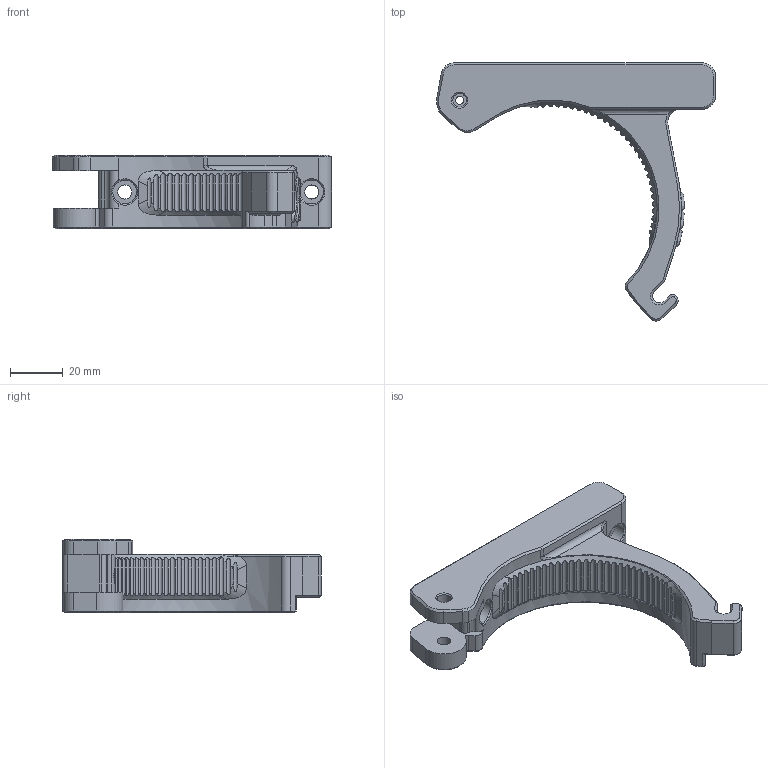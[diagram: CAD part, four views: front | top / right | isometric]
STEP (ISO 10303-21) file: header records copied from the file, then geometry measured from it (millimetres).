
FILE_DESCRIPTION(/* description */ (''),/* implementation_level */ '2;1');
FILE_NAME(/* name */ 'Lower.step',/* time_stamp */ '2025-11-18T16:43:46+01:00',/* author */ (''),/* organization */ (''),/* preprocessor_version */ 'ST-DEVELOPER v20.1',/* originating_system */ 'Autodesk Translation Framework v14.21.0.0',/* authorisation */ '');
FILE_SCHEMA (('AUTOMOTIVE_DESIGN { 1 0 10303 214 3 1 1 }'));
Length unit declared in the file: millimetre
Products named in the file (1): Lower
Bounding box: 105.58 x 97.68 x 28 mm (x, y, z)
Volume: 66956.7 mm3; surface area: 17063.3 mm2
Topology: 1 solids, 1 shells, 221 faces, 579 edges, 363 vertices
Faces by surface type: cylinder 102, plane 61, cone 39, bspline 19
Full cylindrical faces by diameter (mm): 3 x1, 5.2 x2, 5.3 x2, 9 x2
Entity records: 10539 total; most frequent: CARTESIAN_POINT 5256, ORIENTED_EDGE 1158, DIRECTION 1013, EDGE_CURVE 579, AXIS2_PLACEMENT_3D 367, VERTEX_POINT 363, LINE 279, VECTOR 279
